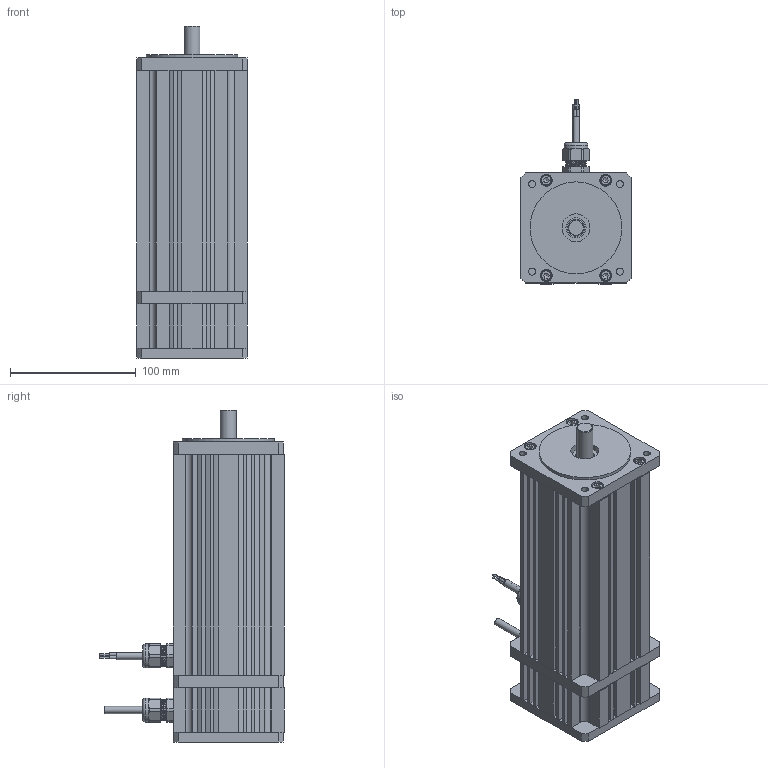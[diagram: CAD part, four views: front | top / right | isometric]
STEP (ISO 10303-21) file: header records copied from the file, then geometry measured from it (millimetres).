
FILE_DESCRIPTION(/* description */ ('FINAL ASSEMBLY, BFA34-2D-500FE'),/* implementation_level */ '2;1');
FILE_NAME(/* name */ '730340091revA - BRUSHLESS MOTOR - STEP FILE.stp',/* time_stamp */ '2021-07-13T13:00:32-04:00',/* author */ ('scerra'),/* organization */ (''),/* preprocessor_version */ 'ST-DEVELOPER v18.1',/* originating_system */ 'Autodesk Inventor 2020',/* authorisation */ '');
FILE_SCHEMA (('CONFIG_CONTROL_DESIGN'));
Products named in the file (33): 730340091; 510340074; 050345154; 440340133; 200340176; 210130070; Clear Heat Shrink - B34; 280000262; 280000264; 280000265; 450340123; 250341218; 030345014; 210120025; 010345023; 010345024; 010345025; 010345026; 030465004; 060340510; 210175003; 210090166; 160310002; 210220093; 210220094; 210100010; 290000274; 030340619; 030340618; 210130071; 210171051; 210090023; Encoder Cable - Dia .225 inch
Assembly tree (75 placements, depth 4):
  730340091
    510340074
      050345154
      440340133
        200340176
        210130070
        Clear Heat Shrink - B34
        280000262
        280000264
        280000265
      450340123
        250341218
        030345014  x5
        210120025  x3
        010345023  x4
        010345024  x4
        010345025  x4
        010345026  x4
        030465004  x5
      060340510
      210175003  x8
      210090166  x8
      160310002  x2
      210220093
      210220094
      210100010
    290000274
    030340619
    030340618
    210130071
    210171051  x4
    210090023  x4
    Encoder Cable - Dia .225 inch
Bounding box: 87.38 x 146.56 x 263.65 mm (x, y, z)
Volume: 801679.4 mm3; surface area: 347715.8 mm2
Topology: 92 solids, 94 shells, 1417 faces, 3583 edges, 2338 vertices
Faces by surface type: plane 520, cylinder 478, sphere 168, torus 142, cone 84, bspline 25
Full cylindrical faces by diameter (mm): 1.194 x6, 1.321 x3, 2.159 x4, 2.286 x3, 2.642 x4, 3.175 x2, 3.505 x4, 3.81 x4, 4.14 x8, 4.826 x1, 5 x8, 5.08 x1, 5.334 x8, 5.588 x4, 5.715 x1, 5.74 x4, 5.842 x2, 7.137 x4, 7.874 x1, 8.5 x8, 9.5 x8, 9.525 x2, 11.938 x3, 12.7 x6, 12.725 x5, 14.478 x4, 16.002 x1, 16.027 x1, 17.018 x4, 17.038 x8
Entity records: 76192 total; most frequent: CARTESIAN_POINT 54231, DIRECTION 4437, ORIENTED_EDGE 4110, EDGE_CURVE 2055, AXIS2_PLACEMENT_3D 1778, VERTEX_POINT 1432, CIRCLE 914, EDGE_LOOP 911
